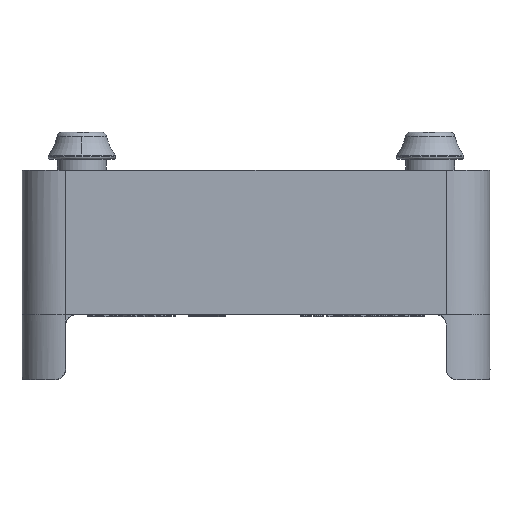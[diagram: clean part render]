
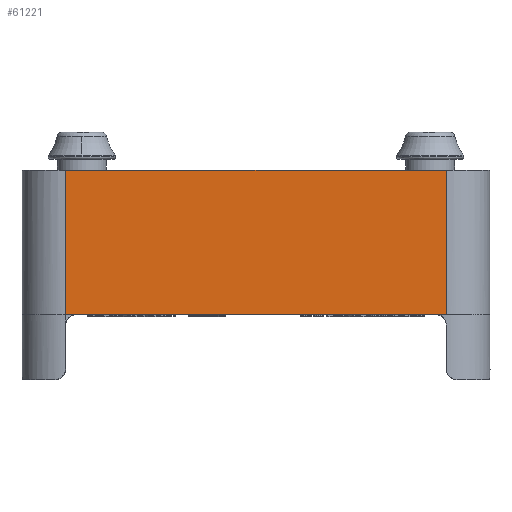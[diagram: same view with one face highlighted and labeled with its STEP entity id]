
A CAD part, front view. The second image highlights one B-rep face of the part: STEP entity #61221.
In plain terms, the highlighted planar face has unit normal (0, -1, 0).
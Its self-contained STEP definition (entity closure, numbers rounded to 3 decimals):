
#1869=CARTESIAN_POINT('',(-17.472,-21.5,-2.0));
#1870=VERTEX_POINT('',#1869);
#20000=CARTESIAN_POINT('',(17.472,-21.5,-2.0));
#20001=VERTEX_POINT('',#20000);
#20009=CARTESIAN_POINT('',(-17.472,-21.5,-2.0));
#20010=DIRECTION('',(1.0,0.0,0.0));
#20011=VECTOR('',#20010,34.943);
#20012=LINE('',#20009,#20011);
#20013=EDGE_CURVE('',#1870,#20001,#20012,.T.);
#60770=CARTESIAN_POINT('',(17.5,-21.5,-2.0));
#60771=VERTEX_POINT('',#60770);
#60781=CARTESIAN_POINT('',(17.472,-21.5,-2.0));
#60782=DIRECTION('',(1.0,0.0,0.0));
#60783=VECTOR('',#60782,0.028);
#60784=LINE('',#60781,#60783);
#60785=EDGE_CURVE('',#20001,#60771,#60784,.T.);
#60848=CARTESIAN_POINT('',(-17.5,-21.5,-2.0));
#60849=VERTEX_POINT('',#60848);
#60865=CARTESIAN_POINT('',(-17.5,-21.5,-2.0));
#60866=DIRECTION('',(1.0,0.0,0.0));
#60867=VECTOR('',#60866,0.028);
#60868=LINE('',#60865,#60867);
#60869=EDGE_CURVE('',#60849,#1870,#60868,.T.);
#61152=CARTESIAN_POINT('',(17.5,-21.5,11.25));
#61153=VERTEX_POINT('',#61152);
#61161=CARTESIAN_POINT('',(17.5,-21.5,-2.0));
#61162=DIRECTION('',(0.0,0.0,1.0));
#61163=VECTOR('',#61162,13.25);
#61164=LINE('',#61161,#61163);
#61165=EDGE_CURVE('',#60771,#61153,#61164,.T.);
#61176=CARTESIAN_POINT('',(-17.5,-21.5,11.25));
#61177=VERTEX_POINT('',#61176);
#61178=CARTESIAN_POINT('',(-17.5,-21.5,-2.0));
#61179=DIRECTION('',(0.0,0.0,1.0));
#61180=VECTOR('',#61179,13.25);
#61181=LINE('',#61178,#61180);
#61182=EDGE_CURVE('',#60849,#61177,#61181,.T.);
#61203=CARTESIAN_POINT('',(17.5,-21.5,-2.0));
#61204=DIRECTION('',(0.0,-1.0,0.0));
#61205=DIRECTION('',(0.0,0.0,-1.0));
#61206=AXIS2_PLACEMENT_3D('',#61203,#61204,#61205);
#61207=PLANE('',#61206);
#61208=ORIENTED_EDGE('',*,*,#60869,.T.);
#61209=ORIENTED_EDGE('',*,*,#20013,.T.);
#61210=ORIENTED_EDGE('',*,*,#60785,.T.);
#61211=ORIENTED_EDGE('',*,*,#61165,.T.);
#61212=CARTESIAN_POINT('',(17.5,-21.5,11.25));
#61213=DIRECTION('',(-1.0,0.0,0.0));
#61214=VECTOR('',#61213,35.0);
#61215=LINE('',#61212,#61214);
#61216=EDGE_CURVE('',#61153,#61177,#61215,.T.);
#61217=ORIENTED_EDGE('',*,*,#61216,.T.);
#61218=ORIENTED_EDGE('',*,*,#61182,.F.);
#61219=EDGE_LOOP('',(#61208,#61209,#61210,#61211,#61217,#61218));
#61220=FACE_OUTER_BOUND('',#61219,.T.);
#61221=ADVANCED_FACE('',(#61220),#61207,.T.);
